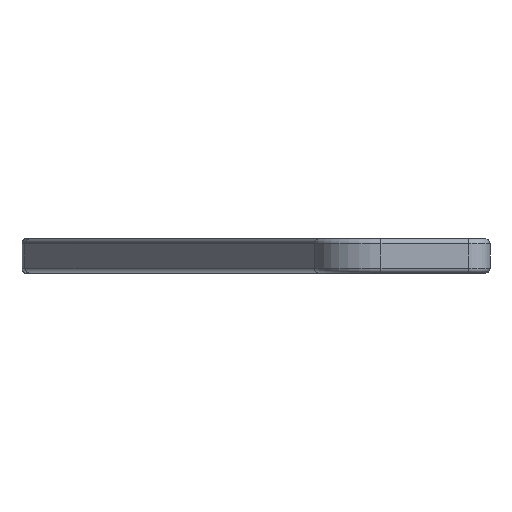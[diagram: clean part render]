
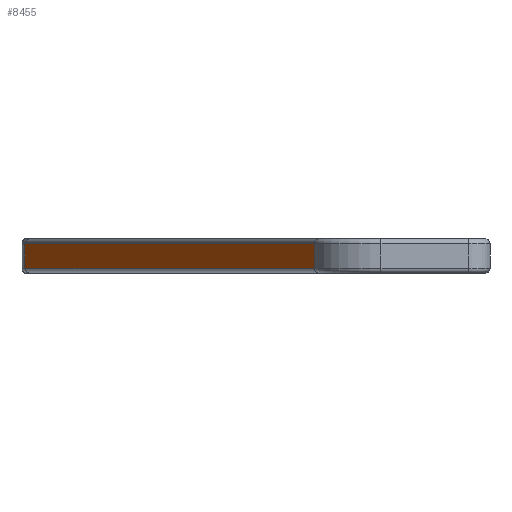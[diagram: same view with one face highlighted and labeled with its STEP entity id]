
A CAD part, left-side view. The second image highlights one B-rep face of the part: STEP entity #8455.
In plain terms, the highlighted planar face has unit normal (-0.259, 0.966, 0).
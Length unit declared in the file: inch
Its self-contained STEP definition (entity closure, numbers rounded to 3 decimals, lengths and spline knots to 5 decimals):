
#417 = LINE ( 'NONE', #6697, #18426 ) ;
#503 = LINE ( 'NONE', #14519, #4987 ) ;
#599 = PLANE ( 'NONE',  #8599 ) ;
#700 = VECTOR ( 'NONE', #9992, 39.37008 ) ;
#3468 = EDGE_CURVE ( 'NONE', #9125, #17729, #5564, .T. ) ;
#3600 = DIRECTION ( 'NONE',  ( 0.259, -0.966, 0. ) ) ;
#3798 = DIRECTION ( 'NONE',  ( 0., 0., -1. ) ) ;
#4945 = DIRECTION ( 'NONE',  ( -0.966, -0.259, 0. ) ) ;
#4987 = VECTOR ( 'NONE', #3798, 39.37008 ) ;
#5076 = ORIENTED_EDGE ( 'NONE', *, *, #14553, .T. ) ;
#5564 = LINE ( 'NONE', #7106, #7653 ) ;
#6227 = ORIENTED_EDGE ( 'NONE', *, *, #8385, .T. ) ;
#6382 = CARTESIAN_POINT ( 'NONE',  ( -0.44995, 1.48296, 0.07 ) ) ;
#6697 = CARTESIAN_POINT ( 'NONE',  ( -6.70353, -0.19268, -0.07 ) ) ;
#7106 = CARTESIAN_POINT ( 'NONE',  ( -6.70353, -0.19268, 0. ) ) ;
#7156 = EDGE_LOOP ( 'NONE', ( #17772, #5076, #15284, #6227 ) ) ;
#7653 = VECTOR ( 'NONE', #19574, 39.37008 ) ;
#8385 = EDGE_CURVE ( 'NONE', #17729, #11229, #9773, .T. ) ;
#8432 = EDGE_CURVE ( 'NONE', #11229, #12840, #503, .T. ) ;
#8455 = ADVANCED_FACE ( 'NONE', ( #14619 ), #599, .F. ) ;
#8599 = AXIS2_PLACEMENT_3D ( 'NONE', #14712, #3600, #9683 ) ;
#9125 = VERTEX_POINT ( 'NONE', #18319 ) ;
#9683 = DIRECTION ( 'NONE',  ( -0.966, -0.259, 0. ) ) ;
#9773 = LINE ( 'NONE', #12990, #700 ) ;
#9992 = DIRECTION ( 'NONE',  ( 0.966, 0.259, 0. ) ) ;
#11229 = VERTEX_POINT ( 'NONE', #6382 ) ;
#12840 = VERTEX_POINT ( 'NONE', #16847 ) ;
#12990 = CARTESIAN_POINT ( 'NONE',  ( -0.44995, 1.48296, 0.07 ) ) ;
#14519 = CARTESIAN_POINT ( 'NONE',  ( -0.44995, 1.48296, 0. ) ) ;
#14553 = EDGE_CURVE ( 'NONE', #12840, #9125, #417, .T. ) ;
#14619 = FACE_OUTER_BOUND ( 'NONE', #7156, .T. ) ;
#14712 = CARTESIAN_POINT ( 'NONE',  ( -0.40088, 1.49611, 0. ) ) ;
#15284 = ORIENTED_EDGE ( 'NONE', *, *, #3468, .T. ) ;
#16269 = CARTESIAN_POINT ( 'NONE',  ( -6.70353, -0.19268, 0.07 ) ) ;
#16847 = CARTESIAN_POINT ( 'NONE',  ( -0.44995, 1.48296, -0.07 ) ) ;
#17729 = VERTEX_POINT ( 'NONE', #16269 ) ;
#17772 = ORIENTED_EDGE ( 'NONE', *, *, #8432, .T. ) ;
#18319 = CARTESIAN_POINT ( 'NONE',  ( -6.70353, -0.19268, -0.07 ) ) ;
#18426 = VECTOR ( 'NONE', #4945, 39.37008 ) ;
#19574 = DIRECTION ( 'NONE',  ( 0., 0., 1. ) ) ;
